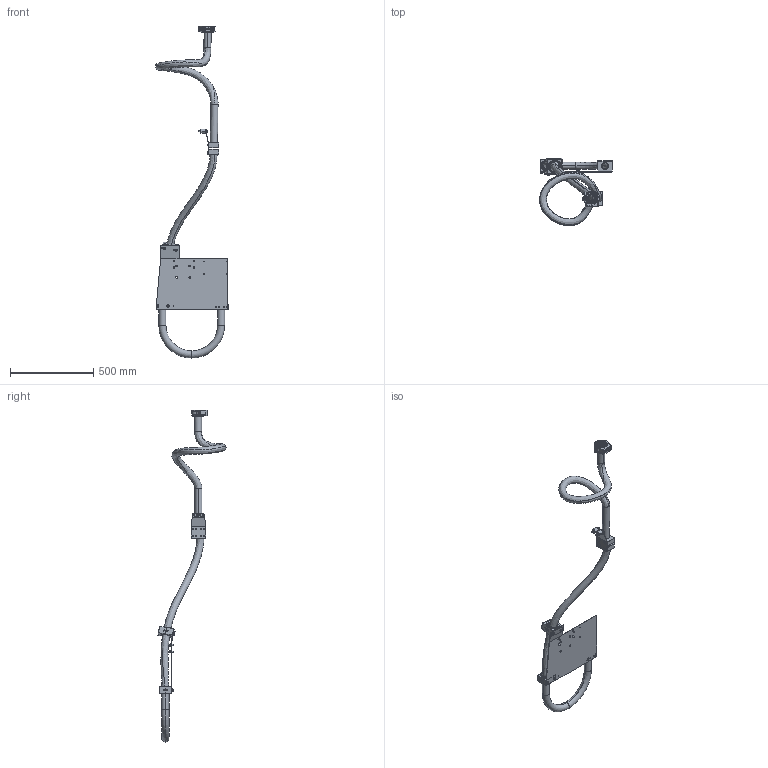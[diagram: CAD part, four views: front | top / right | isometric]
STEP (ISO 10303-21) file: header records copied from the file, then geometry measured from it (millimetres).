
FILE_DESCRIPTION (( 'STEP AP214' ), '1' );
FILE_NAME ('P0672.STEP', '2023-10-31T10:34:11', ( '' ), ( '' ), 'SwSTEP 2.0', 'SolidWorks 2021', '' );
FILE_SCHEMA (( 'AUTOMOTIVE_DESIGN' ));
Length unit declared in the file: millimetre
Products named in the file (1): P0672
Bounding box: 437.27 x 408.17 x 1990.68 mm (x, y, z)
Volume: 2398548.7 mm3; surface area: 1378315.9 mm2
Topology: 46 solids, 46 shells, 2988 faces, 7373 edges, 4476 vertices
Faces by surface type: plane 928, cylinder 816, bspline 679, cone 251, torus 190, sphere 124
Entity records: 189549 total; most frequent: CARTESIAN_POINT 90421, ORIENTED_EDGE 14430, DIRECTION 12658, EDGE_CURVE 7215, AXIS2_PLACEMENT_3D 4905, VERTEX_POINT 4464, EDGE_LOOP 3297, UNCERTAINTY_MEASURE_WITH_UNIT 3036
